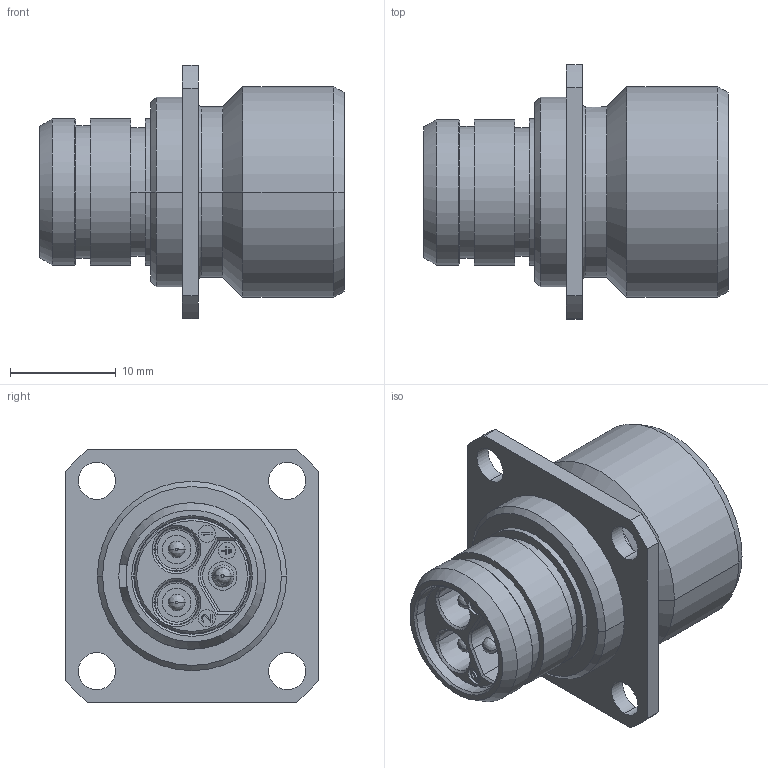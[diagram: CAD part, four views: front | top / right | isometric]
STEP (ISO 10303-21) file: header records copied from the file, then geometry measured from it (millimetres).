
FILE_DESCRIPTION((''),'2;1');
FILE_NAME('1331ER193MS','2024-07-17T13:37:59',('paultorloting'),('NET AG system integration'),'CREO PARAMETRIC BY PTC INC, 2021404','CREO PARAMETRIC BY PTC INC, 2021404','');
FILE_SCHEMA(('AUTOMOTIVE_DESIGN { 1 0 10303 214 1 1 1 1 }'));
Length unit declared in the file: millimetre
Products named in the file (1): 1331ER193MS
Bounding box: 28.8 x 24 x 24 mm (x, y, z)
Volume: 4619.4 mm3; surface area: 6677 mm2
Topology: 1 solids, 4 shells, 745 faces, 1898 edges, 1208 vertices
Faces by surface type: plane 344, cylinder 222, cone 101, torus 54, bspline 24
Entity records: 31103 total; most frequent: CARTESIAN_POINT 9539, ORIENTED_EDGE 3788, DIRECTION 3689, EDGE_CURVE 1894, AXIS2_PLACEMENT_3D 1341, VERTEX_POINT 1208, VECTOR 1004, LINE 1004
